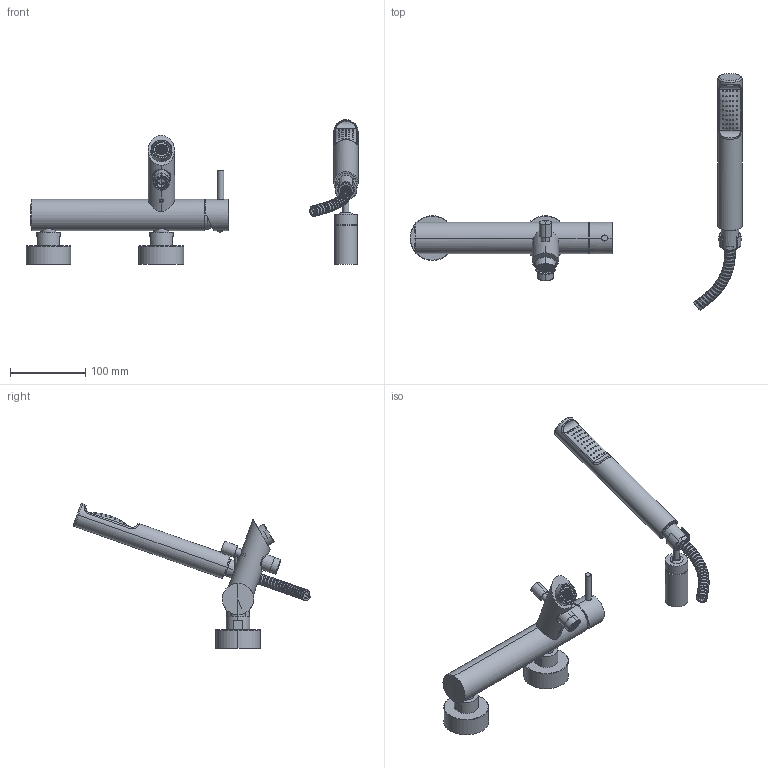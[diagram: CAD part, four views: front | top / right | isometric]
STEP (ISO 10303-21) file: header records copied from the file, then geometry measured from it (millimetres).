
FILE_DESCRIPTION((''),'2;1');
FILE_NAME('BI023LCR','2021-11-03T15:21:18',('ut3'),('PAFFONI SpA'),'CREO PARAMETRIC BY PTC INC, 2020044','CREO PARAMETRIC BY PTC INC, 2020044','');
FILE_SCHEMA(('CONFIG_CONTROL_DESIGN','SHAPE_APPEARANCE_LAYERS_GROUPS'));
Length unit declared in the file: millimetre
Products named in the file (1): BI023LCR
Bounding box: 440.75 x 314.44 x 192.05 mm (x, y, z)
Volume: 530266.8 mm3; surface area: 209737.6 mm2
Topology: 5 solids, 6 shells, 2890 faces, 8050 edges, 5184 vertices
Faces by surface type: plane 2020, cylinder 504, torus 143, cone 130, bspline 69, sphere 24
Entity records: 155376 total; most frequent: CARTESIAN_POINT 58762, ORIENTED_EDGE 16022, DIRECTION 15399, EDGE_CURVE 8011, VERTEX_POINT 5182, AXIS2_PLACEMENT_3D 5167, VECTOR 5065, LINE 5065
